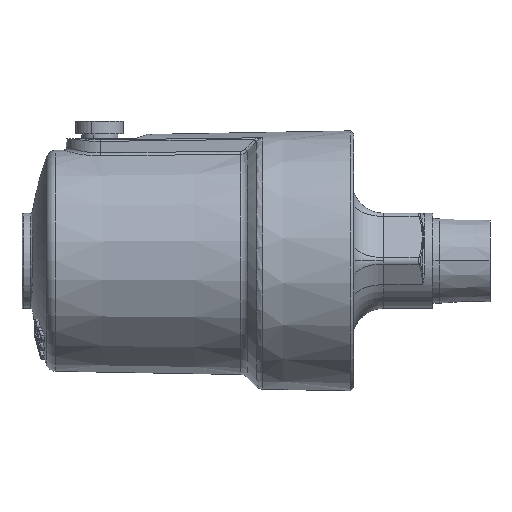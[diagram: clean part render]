
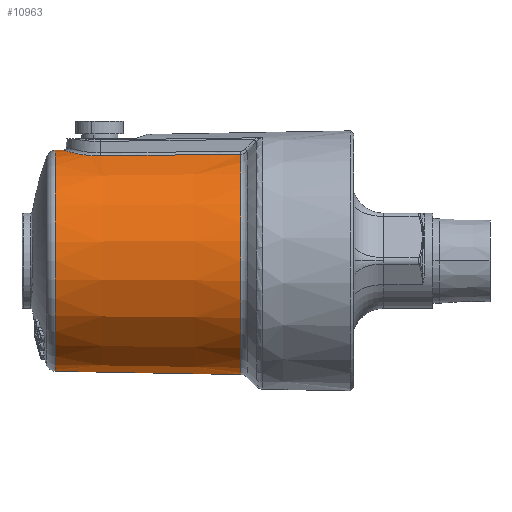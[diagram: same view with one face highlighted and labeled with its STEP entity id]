
A CAD part, left-side view. The second image highlights one B-rep face of the part: STEP entity #10963.
In plain terms, the highlighted conical face has half-angle 1 degrees and reference radius 35.854 mm.
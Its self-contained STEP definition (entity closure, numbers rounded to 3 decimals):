
#3152 = VERTEX_POINT ( 'NONE', #4395 ) ;
#3289 = VERTEX_POINT ( 'NONE', #4537 ) ;
#3292 = VERTEX_POINT ( 'NONE', #4540 ) ;
#3358 = VERTEX_POINT ( 'NONE', #4606 ) ;
#3482 = VERTEX_POINT ( 'NONE', #4739 ) ;
#3487 = VERTEX_POINT ( 'NONE', #11269 ) ;
#3953 = CONICAL_SURFACE ( 'NONE', #8775, 35.854, 0.017 ) ;
#3958 = FACE_OUTER_BOUND ( 'NONE', #12198, .T. ) ;
#4395 = CARTESIAN_POINT ( 'NONE',  ( 0., 137.957, 34.814 ) ) ;
#4537 = CARTESIAN_POINT ( 'NONE',  ( -12.421, 79.612, 33.611 ) ) ;
#4540 = CARTESIAN_POINT ( 'NONE',  ( -11.666, 123.692, 33.066 ) ) ;
#4606 = CARTESIAN_POINT ( 'NONE',  ( 0., 79.612, -35.833 ) ) ;
#4739 = CARTESIAN_POINT ( 'NONE',  ( 0., 135.483, 34.857 ) ) ;
#5237 = CARTESIAN_POINT ( 'NONE',  ( 0., 78.4, -35.854 ) ) ;
#5279 = DIRECTION ( 'NONE',  ( 0., -1., -0.017 ) ) ;
#5327 = CARTESIAN_POINT ( 'NONE',  ( 0., 78.4, 35.854 ) ) ;
#5328 = DIRECTION ( 'NONE',  ( 0., -1., 0.017 ) ) ;
#7494 = CARTESIAN_POINT ( 'NONE',  ( -11.666, 123.692, 33.066 ) ) ;
#7495 = CARTESIAN_POINT ( 'NONE',  ( 0., 137.957, 0. ) ) ;
#7496 = DIRECTION ( 'NONE',  ( 0., -1., 0. ) ) ;
#7497 = DIRECTION ( 'NONE',  ( 0., 0., 1. ) ) ;
#7498 = CARTESIAN_POINT ( 'NONE',  ( -12.421, 79.612, 33.611 ) ) ;
#7499 = CARTESIAN_POINT ( 'NONE',  ( -12.41, 80.278, 33.603 ) ) ;
#7500 = CARTESIAN_POINT ( 'NONE',  ( 0., 79.612, 0. ) ) ;
#7501 = DIRECTION ( 'NONE',  ( 0., 1., 0. ) ) ;
#7502 = DIRECTION ( 'NONE',  ( 0., 0., -1. ) ) ;
#7503 = CARTESIAN_POINT ( 'NONE',  ( -11.659, 124.08, 33.061 ) ) ;
#7504 = CARTESIAN_POINT ( 'NONE',  ( -12.398, 80.945, 33.594 ) ) ;
#7505 = CARTESIAN_POINT ( 'NONE',  ( -12.387, 81.611, 33.586 ) ) ;
#7506 = CARTESIAN_POINT ( 'NONE',  ( -12.341, 84.278, 33.554 ) ) ;
#7507 = CARTESIAN_POINT ( 'NONE',  ( -12.295, 86.944, 33.521 ) ) ;
#7508 = CARTESIAN_POINT ( 'NONE',  ( -12.25, 89.61, 33.488 ) ) ;
#7509 = CARTESIAN_POINT ( 'NONE',  ( -12.055, 100.97, 33.348 ) ) ;
#7510 = CARTESIAN_POINT ( 'NONE',  ( -11.86, 112.331, 33.207 ) ) ;
#7511 = CARTESIAN_POINT ( 'NONE',  ( -11.666, 123.692, 33.066 ) ) ;
#7514 = CARTESIAN_POINT ( 'NONE',  ( -11.634, 124.468, 33.062 ) ) ;
#7515 = CARTESIAN_POINT ( 'NONE',  ( -11.548, 125.239, 33.078 ) ) ;
#7516 = CARTESIAN_POINT ( 'NONE',  ( -11.486, 125.622, 33.093 ) ) ;
#7517 = CARTESIAN_POINT ( 'NONE',  ( -11.251, 126.75, 33.153 ) ) ;
#7518 = CARTESIAN_POINT ( 'NONE',  ( -11.026, 127.479, 33.216 ) ) ;
#7519 = CARTESIAN_POINT ( 'NONE',  ( -10.587, 128.538, 33.338 ) ) ;
#7520 = CARTESIAN_POINT ( 'NONE',  ( -10.423, 128.887, 33.384 ) ) ;
#7521 = CARTESIAN_POINT ( 'NONE',  ( -10.063, 129.566, 33.482 ) ) ;
#7522 = CARTESIAN_POINT ( 'NONE',  ( -9.868, 129.894, 33.534 ) ) ;
#7523 = CARTESIAN_POINT ( 'NONE',  ( -9.242, 130.846, 33.697 ) ) ;
#7524 = CARTESIAN_POINT ( 'NONE',  ( -8.767, 131.437, 33.814 ) ) ;
#7525 = CARTESIAN_POINT ( 'NONE',  ( -7.967, 132.257, 33.993 ) ) ;
#7526 = CARTESIAN_POINT ( 'NONE',  ( -7.685, 132.519, 34.054 ) ) ;
#7527 = CARTESIAN_POINT ( 'NONE',  ( -7.103, 133.01, 34.171 ) ) ;
#7528 = CARTESIAN_POINT ( 'NONE',  ( -6.801, 133.24, 34.229 ) ) ;
#7529 = CARTESIAN_POINT ( 'NONE',  ( -6.176, 133.67, 34.339 ) ) ;
#7530 = CARTESIAN_POINT ( 'NONE',  ( -5.853, 133.87, 34.393 ) ) ;
#7531 = CARTESIAN_POINT ( 'NONE',  ( -5.185, 134.239, 34.493 ) ) ;
#7532 = CARTESIAN_POINT ( 'NONE',  ( -4.837, 134.409, 34.541 ) ) ;
#7533 = CARTESIAN_POINT ( 'NONE',  ( -3.778, 134.863, 34.67 ) ) ;
#7534 = CARTESIAN_POINT ( 'NONE',  ( -3.049, 135.092, 34.739 ) ) ;
#7535 = CARTESIAN_POINT ( 'NONE',  ( -1.923, 135.325, 34.809 ) ) ;
#7536 = CARTESIAN_POINT ( 'NONE',  ( -1.541, 135.384, 34.827 ) ) ;
#7537 = CARTESIAN_POINT ( 'NONE',  ( -0.768, 135.463, 34.851 ) ) ;
#7538 = CARTESIAN_POINT ( 'NONE',  ( -0.383, 135.483, 34.857 ) ) ;
#7539 = CARTESIAN_POINT ( 'NONE',  ( 0., 135.483, 34.857 ) ) ;
#8775 = AXIS2_PLACEMENT_3D ( 'NONE', #15252, #15214, #15213 ) ;
#9093 = AXIS2_PLACEMENT_3D ( 'NONE', #7495, #7496, #7497 ) ;
#9094 = AXIS2_PLACEMENT_3D ( 'NONE', #7500, #7501, #7502 ) ;
#10844 = B_SPLINE_CURVE_WITH_KNOTS ( 'NONE', 3,
 ( #7498, #7499, #7504, #7505, #7506, #7507, #7508, #7509, #7510, #7511 ),
 .UNSPECIFIED., .F., .F.,
 ( 4, 3, 3, 4 ),
 ( 0., 0.002, 0.01, 0.044 ),
 .UNSPECIFIED. ) ;
#10845 = B_SPLINE_CURVE_WITH_KNOTS ( 'NONE', 3,
 ( #7494, #7503, #7514, #7515, #7516, #7517, #7518, #7519, #7520, #7521, #7522, #7523, #7524, #7525, #7526, #7527, #7528, #7529, #7530, #7531, #7532, #7533, #7534, #7535, #7536, #7537, #7538, #7539 ),
 .UNSPECIFIED., .F., .F.,
 ( 4, 2, 2, 2, 2, 2, 2, 2, 2, 2, 2, 2, 2, 4 ),
 ( 0., 0.001, 0.002, 0.005, 0.006, 0.007, 0.009, 0.01, 0.012, 0.013, 0.014, 0.016, 0.017, 0.019 ),
 .UNSPECIFIED. ) ;
#10963 = ADVANCED_FACE ( 'NONE', ( #3958 ), #3953, .T. ) ;
#11269 = CARTESIAN_POINT ( 'NONE',  ( 0., 137.957, -34.814 ) ) ;
#11783 = ORIENTED_EDGE ( 'NONE', *, *, #13301, .T. ) ;
#11784 = ORIENTED_EDGE ( 'NONE', *, *, #13300, .T. ) ;
#11785 = ORIENTED_EDGE ( 'NONE', *, *, #13299, .T. ) ;
#11786 = ORIENTED_EDGE ( 'NONE', *, *, #13025, .T. ) ;
#11787 = ORIENTED_EDGE ( 'NONE', *, *, #13298, .T. ) ;
#11788 = ORIENTED_EDGE ( 'NONE', *, *, #13029, .F. ) ;
#12198 = EDGE_LOOP ( 'NONE', ( #11788, #11787, #11786, #11785, #11784, #11783 ) ) ;
#13025 = EDGE_CURVE ( 'NONE', #3487, #3358, #14523, .T. ) ;
#13029 = EDGE_CURVE ( 'NONE', #3152, #3482, #14525, .T. ) ;
#13298 = EDGE_CURVE ( 'NONE', #3152, #3487, #13581, .T. ) ;
#13299 = EDGE_CURVE ( 'NONE', #3358, #3289, #13583, .T. ) ;
#13300 = EDGE_CURVE ( 'NONE', #3289, #3292, #10844, .T. ) ;
#13301 = EDGE_CURVE ( 'NONE', #3292, #3482, #10845, .T. ) ;
#13581 = CIRCLE ( 'NONE', #9093, 34.814 ) ;
#13583 = CIRCLE ( 'NONE', #9094, 35.833 ) ;
#14523 = LINE ( 'NONE', #5237, #14579 ) ;
#14525 = LINE ( 'NONE', #5327, #14575 ) ;
#14575 = VECTOR ( 'NONE', #5328, 1000. ) ;
#14579 = VECTOR ( 'NONE', #5279, 1000. ) ;
#15213 = DIRECTION ( 'NONE',  ( 0., 0., -1. ) ) ;
#15214 = DIRECTION ( 'NONE',  ( 0., -1., 0. ) ) ;
#15252 = CARTESIAN_POINT ( 'NONE',  ( 0., 78.4, 0. ) ) ;
